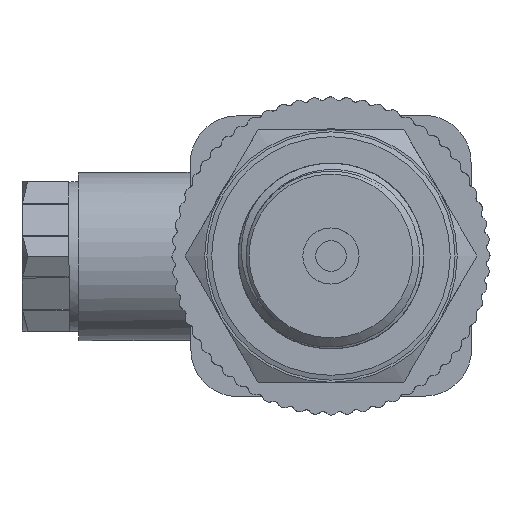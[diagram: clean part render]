
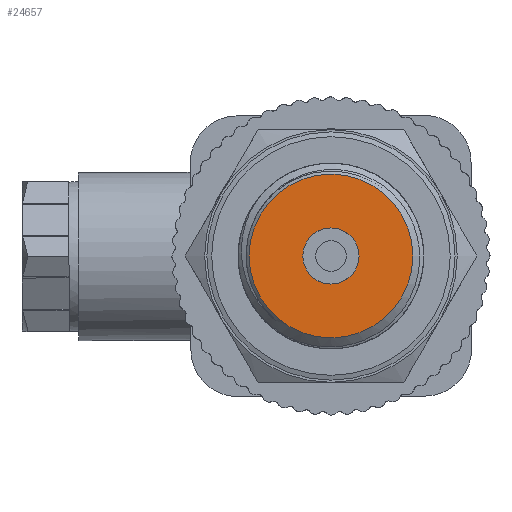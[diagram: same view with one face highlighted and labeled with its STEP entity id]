
A CAD part, left-side view. The second image highlights one B-rep face of the part: STEP entity #24657.
In plain terms, the highlighted conical face has half-angle 90 degrees and reference radius 5.875 mm.
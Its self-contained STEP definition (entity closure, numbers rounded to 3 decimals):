
#2148=FACE_OUTER_BOUND('',#3557,.T.);
#3557=EDGE_LOOP('',(#18593,#18594,#18595,#18596));
#4778=CIRCLE('',#25947,3.);
#4779=CIRCLE('',#25949,8.75);
#6685=LINE('',#52710,#8707);
#8707=VECTOR('',#27900,5.875);
#11001=VERTEX_POINT('',#52705);
#11002=VERTEX_POINT('',#52709);
#13835=EDGE_CURVE('',#11001,#11001,#4778,.T.);
#13837=EDGE_CURVE('',#11001,#11002,#6685,.T.);
#13838=EDGE_CURVE('',#11002,#11002,#4779,.T.);
#18593=ORIENTED_EDGE('',*,*,#13835,.T.);
#18594=ORIENTED_EDGE('',*,*,#13837,.T.);
#18595=ORIENTED_EDGE('',*,*,#13838,.F.);
#18596=ORIENTED_EDGE('',*,*,#13837,.F.);
#24292=CONICAL_SURFACE('',#25948,5.875,1.571);
#24657=ADVANCED_FACE('',(#2148),#24292,.F.);
#25947=AXIS2_PLACEMENT_3D('',#52706,#27895,#27896);
#25948=AXIS2_PLACEMENT_3D('',#52708,#27898,#27899);
#25949=AXIS2_PLACEMENT_3D('',#52711,#27901,#27902);
#27895=DIRECTION('center_axis',(1.,0.,0.));
#27896=DIRECTION('ref_axis',(0.,0.,-1.));
#27898=DIRECTION('center_axis',(-1.,0.,0.));
#27899=DIRECTION('ref_axis',(0.,1.,0.));
#27900=DIRECTION('',(0.,-1.,0.));
#27901=DIRECTION('center_axis',(1.,0.,0.));
#27902=DIRECTION('ref_axis',(0.,0.,-1.));
#52705=CARTESIAN_POINT('',(-67.,-3.,0.));
#52706=CARTESIAN_POINT('Origin',(-67.,0.,0.));
#52708=CARTESIAN_POINT('Origin',(-67.,0.,0.));
#52709=CARTESIAN_POINT('',(-67.,-8.75,0.));
#52710=CARTESIAN_POINT('',(-67.,-5.875,0.));
#52711=CARTESIAN_POINT('Origin',(-67.,0.,0.));
